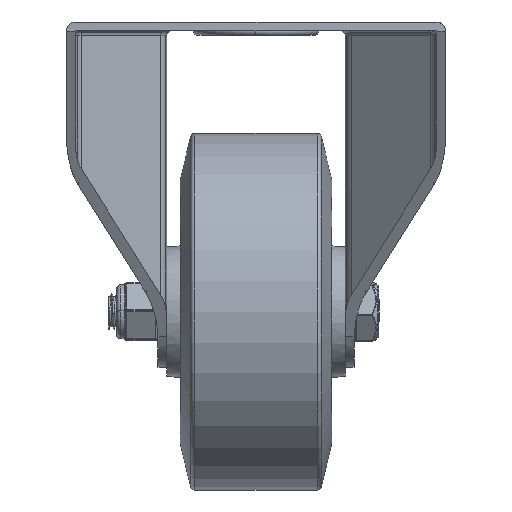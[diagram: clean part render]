
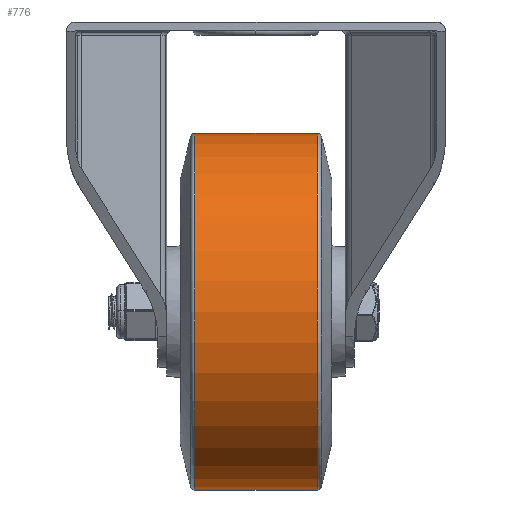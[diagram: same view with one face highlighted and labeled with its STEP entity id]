
A CAD part, left-side view. The second image highlights one B-rep face of the part: STEP entity #776.
In plain terms, the highlighted cylindrical face has radius 40 mm (diameter 80 mm), a partial arc.
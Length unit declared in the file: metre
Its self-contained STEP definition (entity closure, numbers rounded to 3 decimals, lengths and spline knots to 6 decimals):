
#776=ADVANCED_FACE('6:52469',(#1486),#1487,.T.);
#1486=FACE_OUTER_BOUND('',#2771,.T.);
#1487=CYLINDRICAL_SURFACE('',#2772,0.04);
#2771=EDGE_LOOP('',(#9002,#9003,#9004,#9005));
#2772=AXIS2_PLACEMENT_3D('',#9006,#9007,#9008);
#9002=ORIENTED_EDGE('',*,*,#14051,.F.);
#9003=ORIENTED_EDGE('',*,*,#14052,.F.);
#9004=ORIENTED_EDGE('',*,*,#14053,.F.);
#9005=ORIENTED_EDGE('',*,*,#14054,.F.);
#9006=CARTESIAN_POINT('',(0.,0.,0.));
#9007=DIRECTION('',(0.,-1.0,0.));
#9008=DIRECTION('',(0.,0.,1.0));
#14051=EDGE_CURVE('',#15649,#15650,#15651,.T.);
#14052=EDGE_CURVE('6:52484',#15652,#15649,#15653,.T.);
#14053=EDGE_CURVE('',#15654,#15652,#15655,.T.);
#14054=EDGE_CURVE('6:52475',#15650,#15654,#15656,.T.);
#15649=VERTEX_POINT('',#18224);
#15650=VERTEX_POINT('',#18225);
#15651=LINE('',#18226,#18227);
#15652=VERTEX_POINT('',#18228);
#15653=CIRCLE('',#18229,0.04);
#15654=VERTEX_POINT('',#18230);
#15655=LINE('',#18231,#18232);
#15656=CIRCLE('',#18233,0.04);
#18224=CARTESIAN_POINT('',(0.,0.01371,0.04));
#18225=CARTESIAN_POINT('',(0.,-0.01371,0.04));
#18226=CARTESIAN_POINT('',(0.,0.,0.04));
#18227=VECTOR('',#24264,1.0);
#18228=CARTESIAN_POINT('',(0.,0.01371,-0.04));
#18229=AXIS2_PLACEMENT_3D('',#24265,#24266,#24267);
#18230=CARTESIAN_POINT('',(0.,-0.01371,-0.04));
#18231=CARTESIAN_POINT('',(0.,0.,-0.04));
#18232=VECTOR('',#24268,1.0);
#18233=AXIS2_PLACEMENT_3D('',#24269,#24270,#24271);
#24264=DIRECTION('',(0.,-1.0,0.));
#24265=CARTESIAN_POINT('',(0.,0.01371,0.));
#24266=DIRECTION('',(0.,1.0,0.));
#24267=DIRECTION('',(0.,0.,-1.0));
#24268=DIRECTION('',(0.,1.0,0.));
#24269=CARTESIAN_POINT('',(0.,-0.01371,0.));
#24270=DIRECTION('',(0.,-1.0,0.));
#24271=DIRECTION('',(0.,0.,-1.0));
